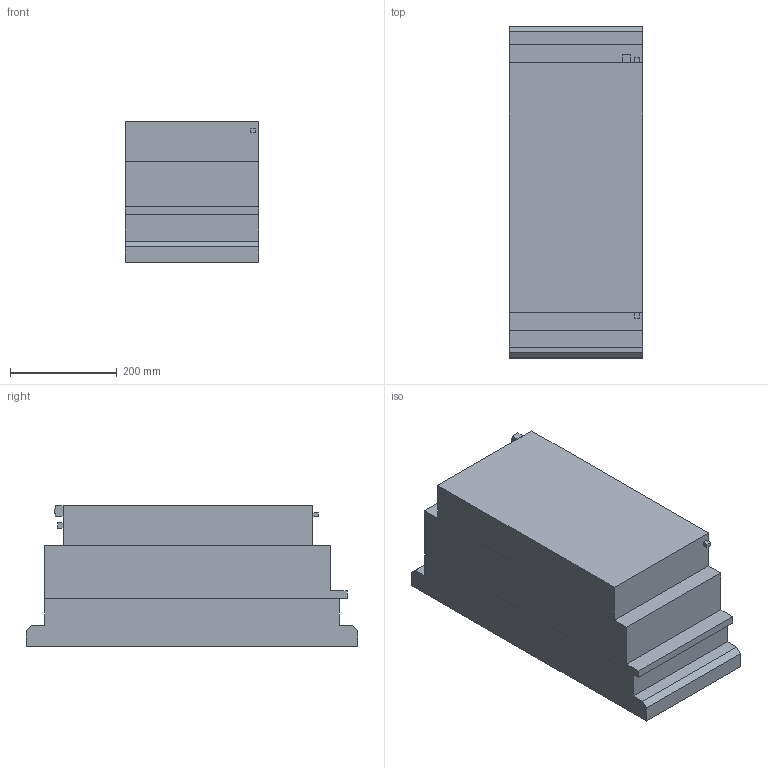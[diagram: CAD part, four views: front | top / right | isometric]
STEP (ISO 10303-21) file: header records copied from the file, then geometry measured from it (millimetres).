
FILE_DESCRIPTION(/* description */ (''),/* implementation_level */ '2;1');
FILE_NAME(/* name */ '3d_VLB30550A480.stp',/* time_stamp */ '2017-06-30T10:58:00+02:00',/* author */ ('Andrzej'),/* organization */ (''),/* preprocessor_version */ 'ST-DEVELOPER v15.5',/* originating_system */ 'AutoCAD Mechanical',/* authorisation */ '');
FILE_SCHEMA (('AUTOMOTIVE_DESIGN { 1 0 10303 214 3 1 1 }'));
Length unit declared in the file: millimetre
Products named in the file (1): Product
Bounding box: 250 x 623 x 265 mm (x, y, z)
Volume: 35424582.9 mm3; surface area: 1245475.8 mm2
Topology: 6 solids, 6 shells, 50 faces, 744 edges, 1280 vertices
Faces by surface type: plane 48, cylinder 2
Entity records: 5903 total; most frequent: CARTESIAN_POINT 2131, DIRECTION 938, LINE 652, VECTOR 652, TRIMMED_CURVE 630, ORIENTED_EDGE 228, AXIS2_PLACEMENT_3D 143, EDGE_CURVE 114
